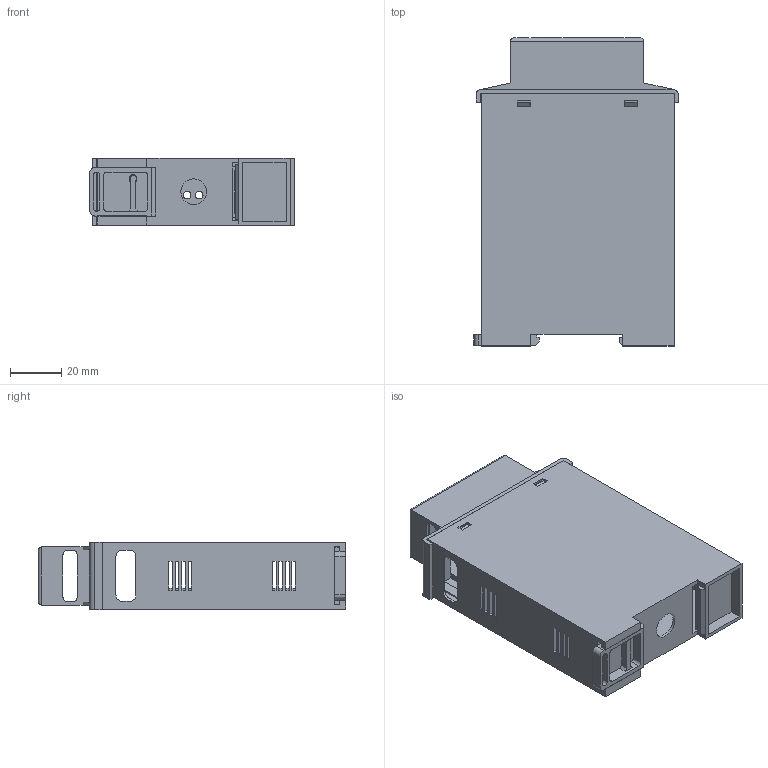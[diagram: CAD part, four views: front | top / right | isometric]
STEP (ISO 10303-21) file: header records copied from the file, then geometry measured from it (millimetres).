
FILE_DESCRIPTION (( 'STEP AP214' ), '1' );
FILE_NAME ('nbc12v2_type_C.STEP', '2022-02-25T11:22:43', ( '' ), ( '' ), 'SwSTEP 2.0', 'SolidWorks 2021', '' );
FILE_SCHEMA (( 'AUTOMOTIVE_DESIGN' ));
Length unit declared in the file: millimetre
Products named in the file (4): 1NA1050000000; 1NA1040000000; 1NA101010000; nbc12v2_type_C
Assembly tree (3 placements, depth 2):
  nbc12v2_type_C
    1NA101010000
    1NA1050000000
    1NA1040000000
Bounding box: 79.5 x 119.8 x 26.2 mm (x, y, z)
Volume: 40138.4 mm3; surface area: 53920.1 mm2
Topology: 3 solids, 3 shells, 356 faces, 1059 edges, 688 vertices
Faces by surface type: plane 299, cylinder 57
Entity records: 12049 total; most frequent: CARTESIAN_POINT 2149, ORIENTED_EDGE 2118, DIRECTION 1885, EDGE_CURVE 1059, VECTOR 937, LINE 937, VERTEX_POINT 688, AXIS2_PLACEMENT_3D 474
